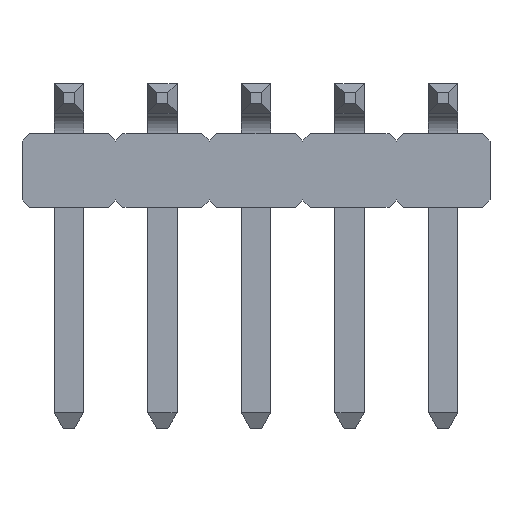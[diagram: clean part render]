
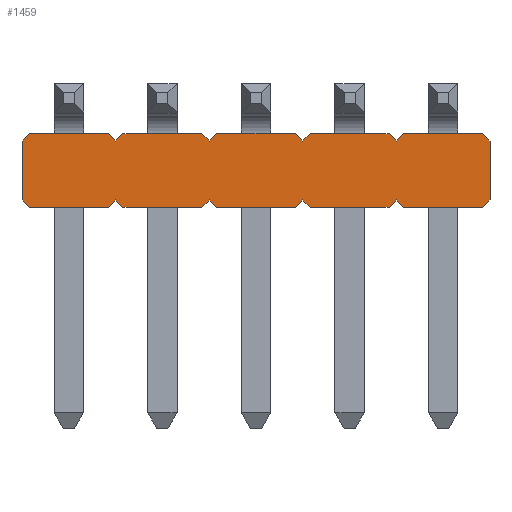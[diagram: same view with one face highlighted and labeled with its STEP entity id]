
A CAD part, left-side view. The second image highlights one B-rep face of the part: STEP entity #1459.
In plain terms, the highlighted planar face has unit normal (-1, 0, 0).
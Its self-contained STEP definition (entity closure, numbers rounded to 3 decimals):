
#1459=ADVANCED_FACE('',(#4118),#4119,.T.);
#1717=EDGE_CURVE('',#4522,#4519,#4523,.T.);
#1783=EDGE_CURVE('',#4609,#4610,#4611,.T.);
#1845=EDGE_CURVE('',#4609,#4686,#4689,.T.);
#1847=EDGE_CURVE('',#4691,#4692,#4693,.T.);
#1849=EDGE_CURVE('',#4695,#4692,#4696,.T.);
#1851=EDGE_CURVE('',#4695,#4698,#4699,.T.);
#1853=EDGE_CURVE('',#4698,#4701,#4702,.T.);
#1855=EDGE_CURVE('',#4704,#4701,#4705,.T.);
#1857=EDGE_CURVE('',#4704,#4707,#4708,.T.);
#1859=EDGE_CURVE('',#4707,#4710,#4711,.T.);
#1861=EDGE_CURVE('',#4713,#4710,#4714,.T.);
#1863=EDGE_CURVE('',#4713,#4716,#4717,.T.);
#1865=EDGE_CURVE('',#4716,#4610,#4719,.T.);
#1867=EDGE_CURVE('',#4721,#4686,#4722,.T.);
#1869=EDGE_CURVE('',#4721,#4522,#4724,.T.);
#1871=EDGE_CURVE('',#4519,#4726,#4727,.T.);
#1873=EDGE_CURVE('',#4726,#4729,#4730,.T.);
#1875=EDGE_CURVE('',#4729,#4732,#4733,.T.);
#1877=EDGE_CURVE('',#4732,#4735,#4736,.T.);
#1879=EDGE_CURVE('',#4735,#4738,#4739,.T.);
#1881=EDGE_CURVE('',#4738,#4741,#4742,.T.);
#1883=EDGE_CURVE('',#4741,#4744,#4745,.T.);
#1885=EDGE_CURVE('',#4744,#4747,#4748,.T.);
#1887=EDGE_CURVE('',#4747,#4750,#4751,.T.);
#1889=EDGE_CURVE('',#4750,#4753,#4754,.T.);
#1891=EDGE_CURVE('',#4753,#4756,#4757,.T.);
#1893=EDGE_CURVE('',#4756,#4759,#4760,.T.);
#1895=EDGE_CURVE('',#4759,#4762,#4763,.T.);
#1897=EDGE_CURVE('',#4762,#4765,#4766,.T.);
#1899=EDGE_CURVE('',#4765,#4768,#4769,.T.);
#1901=EDGE_CURVE('',#4771,#4768,#4772,.T.);
#1903=EDGE_CURVE('',#4771,#4691,#4774,.T.);
#4118=FACE_OUTER_BOUND('',#7714,.T.);
#4119=PLANE('',#7715);
#4519=VERTEX_POINT('',#8118);
#4522=VERTEX_POINT('',#8123);
#4523=LINE('',#8124,#8125);
#4609=VERTEX_POINT('',#8276);
#4610=VERTEX_POINT('',#8277);
#4611=LINE('',#8278,#8279);
#4686=VERTEX_POINT('',#8413);
#4689=LINE('',#8418,#8419);
#4691=VERTEX_POINT('',#8422);
#4692=VERTEX_POINT('',#8423);
#4693=LINE('',#8424,#8425);
#4695=VERTEX_POINT('',#8428);
#4696=LINE('',#8429,#8430);
#4698=VERTEX_POINT('',#8433);
#4699=LINE('',#8434,#8435);
#4701=VERTEX_POINT('',#8438);
#4702=LINE('',#8439,#8440);
#4704=VERTEX_POINT('',#8443);
#4705=LINE('',#8444,#8445);
#4707=VERTEX_POINT('',#8448);
#4708=LINE('',#8449,#8450);
#4710=VERTEX_POINT('',#8453);
#4711=LINE('',#8454,#8455);
#4713=VERTEX_POINT('',#8458);
#4714=LINE('',#8459,#8460);
#4716=VERTEX_POINT('',#8463);
#4717=LINE('',#8464,#8465);
#4719=LINE('',#8468,#8469);
#4721=VERTEX_POINT('',#8472);
#4722=LINE('',#8473,#8474);
#4724=LINE('',#8477,#8478);
#4726=VERTEX_POINT('',#8481);
#4727=LINE('',#8482,#8483);
#4729=VERTEX_POINT('',#8486);
#4730=LINE('',#8487,#8488);
#4732=VERTEX_POINT('',#8491);
#4733=LINE('',#8492,#8493);
#4735=VERTEX_POINT('',#8496);
#4736=LINE('',#8497,#8498);
#4738=VERTEX_POINT('',#8501);
#4739=LINE('',#8502,#8503);
#4741=VERTEX_POINT('',#8506);
#4742=LINE('',#8507,#8508);
#4744=VERTEX_POINT('',#8511);
#4745=LINE('',#8512,#8513);
#4747=VERTEX_POINT('',#8516);
#4748=LINE('',#8517,#8518);
#4750=VERTEX_POINT('',#8521);
#4751=LINE('',#8522,#8523);
#4753=VERTEX_POINT('',#8526);
#4754=LINE('',#8527,#8528);
#4756=VERTEX_POINT('',#8531);
#4757=LINE('',#8532,#8533);
#4759=VERTEX_POINT('',#8536);
#4760=LINE('',#8537,#8538);
#4762=VERTEX_POINT('',#8541);
#4763=LINE('',#8542,#8543);
#4765=VERTEX_POINT('',#8546);
#4766=LINE('',#8547,#8548);
#4768=VERTEX_POINT('',#8551);
#4769=LINE('',#8552,#8553);
#4771=VERTEX_POINT('',#8556);
#4772=LINE('',#8557,#8558);
#4774=LINE('',#8561,#8562);
#7714=EDGE_LOOP('',(#13143,#13144,#13145,#13146,#13147,#13148,#13149,#13150,#13151,#13152,#13153,#13154,#13155,#13156,#13157,#13158,#13159,#13160,#13161,#13162,#13163,#13164,#13165,#13166,#13167,#13168,#13169,#13170,#13171,#13172,#13173,#13174));
#7715=AXIS2_PLACEMENT_3D('',#13175,#13176,#13177);
#8118=CARTESIAN_POINT('',(-1.7,-0.535,0.0));
#8123=CARTESIAN_POINT('',(-1.7,0.535,0.0));
#8124=CARTESIAN_POINT('',(-1.7,0.535,0.0));
#8125=VECTOR('',#14280,1.07);
#8276=CARTESIAN_POINT('',(-1.7,0.535,1.0));
#8277=CARTESIAN_POINT('',(-1.7,-0.535,1.0));
#8278=CARTESIAN_POINT('',(-1.7,0.535,1.0));
#8279=VECTOR('',#14313,1.07);
#8413=CARTESIAN_POINT('',(-1.7,0.635,0.9));
#8418=CARTESIAN_POINT('',(-1.7,0.535,1.0));
#8419=VECTOR('',#14344,0.141);
#8422=CARTESIAN_POINT('',(-1.7,-4.445,0.9));
#8423=CARTESIAN_POINT('',(-1.7,-4.345,1.0));
#8424=CARTESIAN_POINT('',(-1.7,-4.445,0.9));
#8425=VECTOR('',#14345,0.141);
#8428=CARTESIAN_POINT('',(-1.7,-3.275,1.0));
#8429=CARTESIAN_POINT('',(-1.7,-3.275,1.0));
#8430=VECTOR('',#14346,1.07);
#8433=CARTESIAN_POINT('',(-1.7,-3.175,0.9));
#8434=CARTESIAN_POINT('',(-1.7,-3.275,1.0));
#8435=VECTOR('',#14347,0.141);
#8438=CARTESIAN_POINT('',(-1.7,-3.075,1.0));
#8439=CARTESIAN_POINT('',(-1.7,-3.175,0.9));
#8440=VECTOR('',#14348,0.141);
#8443=CARTESIAN_POINT('',(-1.7,-2.005,1.0));
#8444=CARTESIAN_POINT('',(-1.7,-2.005,1.0));
#8445=VECTOR('',#14349,1.07);
#8448=CARTESIAN_POINT('',(-1.7,-1.905,0.9));
#8449=CARTESIAN_POINT('',(-1.7,-2.005,1.0));
#8450=VECTOR('',#14350,0.141);
#8453=CARTESIAN_POINT('',(-1.7,-1.805,1.0));
#8454=CARTESIAN_POINT('',(-1.7,-1.905,0.9));
#8455=VECTOR('',#14351,0.141);
#8458=CARTESIAN_POINT('',(-1.7,-0.735,1.0));
#8459=CARTESIAN_POINT('',(-1.7,-0.735,1.0));
#8460=VECTOR('',#14352,1.07);
#8463=CARTESIAN_POINT('',(-1.7,-0.635,0.9));
#8464=CARTESIAN_POINT('',(-1.7,-0.735,1.0));
#8465=VECTOR('',#14353,0.141);
#8468=CARTESIAN_POINT('',(-1.7,-0.635,0.9));
#8469=VECTOR('',#14354,0.141);
#8472=CARTESIAN_POINT('',(-1.7,0.635,0.1));
#8473=CARTESIAN_POINT('',(-1.7,0.635,0.1));
#8474=VECTOR('',#14355,0.8);
#8477=CARTESIAN_POINT('',(-1.7,0.635,0.1));
#8478=VECTOR('',#14356,0.141);
#8481=CARTESIAN_POINT('',(-1.7,-0.635,0.1));
#8482=CARTESIAN_POINT('',(-1.7,-0.535,0.0));
#8483=VECTOR('',#14357,0.141);
#8486=CARTESIAN_POINT('',(-1.7,-0.735,0.0));
#8487=CARTESIAN_POINT('',(-1.7,-0.635,0.1));
#8488=VECTOR('',#14358,0.141);
#8491=CARTESIAN_POINT('',(-1.7,-1.805,0.0));
#8492=CARTESIAN_POINT('',(-1.7,-0.735,0.0));
#8493=VECTOR('',#14359,1.07);
#8496=CARTESIAN_POINT('',(-1.7,-1.905,0.1));
#8497=CARTESIAN_POINT('',(-1.7,-1.805,0.0));
#8498=VECTOR('',#14360,0.141);
#8501=CARTESIAN_POINT('',(-1.7,-2.005,0.0));
#8502=CARTESIAN_POINT('',(-1.7,-1.905,0.1));
#8503=VECTOR('',#14361,0.141);
#8506=CARTESIAN_POINT('',(-1.7,-3.075,0.0));
#8507=CARTESIAN_POINT('',(-1.7,-2.005,0.0));
#8508=VECTOR('',#14362,1.07);
#8511=CARTESIAN_POINT('',(-1.7,-3.175,0.1));
#8512=CARTESIAN_POINT('',(-1.7,-3.075,0.0));
#8513=VECTOR('',#14363,0.141);
#8516=CARTESIAN_POINT('',(-1.7,-3.275,0.0));
#8517=CARTESIAN_POINT('',(-1.7,-3.175,0.1));
#8518=VECTOR('',#14364,0.141);
#8521=CARTESIAN_POINT('',(-1.7,-4.345,0.0));
#8522=CARTESIAN_POINT('',(-1.7,-3.275,0.0));
#8523=VECTOR('',#14365,1.07);
#8526=CARTESIAN_POINT('',(-1.7,-4.445,0.1));
#8527=CARTESIAN_POINT('',(-1.7,-4.345,0.0));
#8528=VECTOR('',#14366,0.141);
#8531=CARTESIAN_POINT('',(-1.7,-4.545,0.0));
#8532=CARTESIAN_POINT('',(-1.7,-4.445,0.1));
#8533=VECTOR('',#14367,0.141);
#8536=CARTESIAN_POINT('',(-1.7,-5.615,0.0));
#8537=CARTESIAN_POINT('',(-1.7,-4.545,0.0));
#8538=VECTOR('',#14368,1.07);
#8541=CARTESIAN_POINT('',(-1.7,-5.715,0.1));
#8542=CARTESIAN_POINT('',(-1.7,-5.615,0.0));
#8543=VECTOR('',#14369,0.141);
#8546=CARTESIAN_POINT('',(-1.7,-5.715,0.9));
#8547=CARTESIAN_POINT('',(-1.7,-5.715,0.1));
#8548=VECTOR('',#14370,0.8);
#8551=CARTESIAN_POINT('',(-1.7,-5.615,1.0));
#8552=CARTESIAN_POINT('',(-1.7,-5.715,0.9));
#8553=VECTOR('',#14371,0.141);
#8556=CARTESIAN_POINT('',(-1.7,-4.545,1.0));
#8557=CARTESIAN_POINT('',(-1.7,-4.545,1.0));
#8558=VECTOR('',#14372,1.07);
#8561=CARTESIAN_POINT('',(-1.7,-4.545,1.0));
#8562=VECTOR('',#14373,0.141);
#13143=ORIENTED_EDGE('',*,*,#1847,.T.);
#13144=ORIENTED_EDGE('',*,*,#1849,.F.);
#13145=ORIENTED_EDGE('',*,*,#1851,.T.);
#13146=ORIENTED_EDGE('',*,*,#1853,.T.);
#13147=ORIENTED_EDGE('',*,*,#1855,.F.);
#13148=ORIENTED_EDGE('',*,*,#1857,.T.);
#13149=ORIENTED_EDGE('',*,*,#1859,.T.);
#13150=ORIENTED_EDGE('',*,*,#1861,.F.);
#13151=ORIENTED_EDGE('',*,*,#1863,.T.);
#13152=ORIENTED_EDGE('',*,*,#1865,.T.);
#13153=ORIENTED_EDGE('',*,*,#1783,.F.);
#13154=ORIENTED_EDGE('',*,*,#1845,.T.);
#13155=ORIENTED_EDGE('',*,*,#1867,.F.);
#13156=ORIENTED_EDGE('',*,*,#1869,.T.);
#13157=ORIENTED_EDGE('',*,*,#1717,.T.);
#13158=ORIENTED_EDGE('',*,*,#1871,.T.);
#13159=ORIENTED_EDGE('',*,*,#1873,.T.);
#13160=ORIENTED_EDGE('',*,*,#1875,.T.);
#13161=ORIENTED_EDGE('',*,*,#1877,.T.);
#13162=ORIENTED_EDGE('',*,*,#1879,.T.);
#13163=ORIENTED_EDGE('',*,*,#1881,.T.);
#13164=ORIENTED_EDGE('',*,*,#1883,.T.);
#13165=ORIENTED_EDGE('',*,*,#1885,.T.);
#13166=ORIENTED_EDGE('',*,*,#1887,.T.);
#13167=ORIENTED_EDGE('',*,*,#1889,.T.);
#13168=ORIENTED_EDGE('',*,*,#1891,.T.);
#13169=ORIENTED_EDGE('',*,*,#1893,.T.);
#13170=ORIENTED_EDGE('',*,*,#1895,.T.);
#13171=ORIENTED_EDGE('',*,*,#1897,.T.);
#13172=ORIENTED_EDGE('',*,*,#1899,.T.);
#13173=ORIENTED_EDGE('',*,*,#1901,.F.);
#13174=ORIENTED_EDGE('',*,*,#1903,.T.);
#13175=CARTESIAN_POINT('',(-1.7,0.635,0.0));
#13176=DIRECTION('',(-1.0,0.0,0.0));
#13177=DIRECTION('',(0.0,0.0,1.0));
#14280=DIRECTION('',(0.0,-1.0,0.0));
#14313=DIRECTION('',(0.0,-1.0,0.0));
#14344=DIRECTION('',(0.0,0.707,-0.707));
#14345=DIRECTION('',(0.0,0.707,0.707));
#14346=DIRECTION('',(0.0,-1.0,0.0));
#14347=DIRECTION('',(0.0,0.707,-0.707));
#14348=DIRECTION('',(0.0,0.707,0.707));
#14349=DIRECTION('',(0.0,-1.0,0.0));
#14350=DIRECTION('',(0.0,0.707,-0.707));
#14351=DIRECTION('',(0.0,0.707,0.707));
#14352=DIRECTION('',(0.0,-1.0,0.0));
#14353=DIRECTION('',(0.0,0.707,-0.707));
#14354=DIRECTION('',(0.0,0.707,0.707));
#14355=DIRECTION('',(0.0,0.0,1.0));
#14356=DIRECTION('',(0.0,-0.707,-0.707));
#14357=DIRECTION('',(0.0,-0.707,0.707));
#14358=DIRECTION('',(0.0,-0.707,-0.707));
#14359=DIRECTION('',(0.0,-1.0,0.0));
#14360=DIRECTION('',(0.0,-0.707,0.707));
#14361=DIRECTION('',(0.0,-0.707,-0.707));
#14362=DIRECTION('',(0.0,-1.0,0.0));
#14363=DIRECTION('',(0.0,-0.707,0.707));
#14364=DIRECTION('',(0.0,-0.707,-0.707));
#14365=DIRECTION('',(0.0,-1.0,0.0));
#14366=DIRECTION('',(0.0,-0.707,0.707));
#14367=DIRECTION('',(0.0,-0.707,-0.707));
#14368=DIRECTION('',(0.0,-1.0,0.0));
#14369=DIRECTION('',(0.0,-0.707,0.707));
#14370=DIRECTION('',(0.0,0.0,1.0));
#14371=DIRECTION('',(0.0,0.707,0.707));
#14372=DIRECTION('',(0.0,-1.0,0.0));
#14373=DIRECTION('',(0.0,0.707,-0.707));
